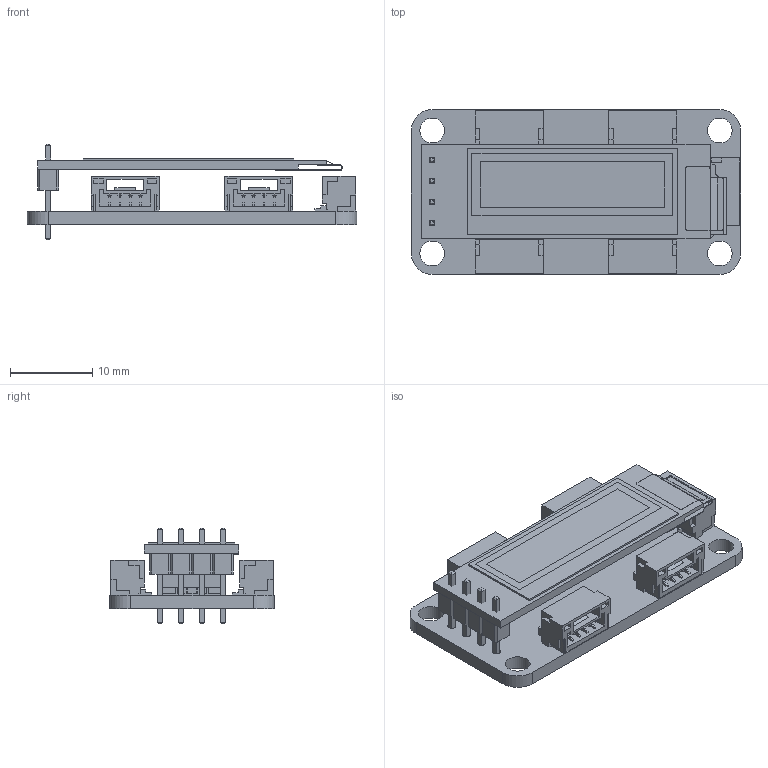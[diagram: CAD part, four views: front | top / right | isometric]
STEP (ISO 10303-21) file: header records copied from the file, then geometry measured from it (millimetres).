
FILE_DESCRIPTION(('Open CASCADE Model'),'2;1');
FILE_NAME('Open CASCADE Shape Model','2022-03-25T21:28:37',('Author'),( 'Open CASCADE'),'Open CASCADE STEP processor 6.8','Open CASCADE 6.8' ,'Unknown');
FILE_SCHEMA(('AUTOMOTIVE_DESIGN { 1 0 10303 214 1 1 1 1 }'));
Length unit declared in the file: millimetre
Products named in the file (13): PCB; Board; Open CASCADE STEP translator 6.8 1.1.1; P6; JST_GH_SM04B-GHS-TB_1x04-1MP_P1.25mm_Horizontal; P5; P4; P3; 0.91'_OLED-with-Pin; PinHeader_1x04_P2.54mm_Vertical.step; 0.91'_OLED_-_modify; P2; P1
Assembly tree (16 placements, depth 4):
  PCB
    Board
      Open CASCADE STEP translator 6.8 1.1.1
    P6
      JST_GH_SM04B-GHS-TB_1x04-1MP_P1.25mm_Horizontal
    P5
      JST_GH_SM04B-GHS-TB_1x04-1MP_P1.25mm_Horizontal
    P4
      JST_GH_SM04B-GHS-TB_1x04-1MP_P1.25mm_Horizontal
    P3
      0.91'_OLED-with-Pin
        PinHeader_1x04_P2.54mm_Vertical.step
        0.91'_OLED_-_modify
    P2
      JST_GH_SM04B-GHS-TB_1x04-1MP_P1.25mm_Horizontal
    P1
      JST_GH_SM04B-GHS-TB_1x04-1MP_P1.25mm_Horizontal
Bounding box: 40 x 20 x 11.54 mm (x, y, z)
Volume: 2257.6 mm3; surface area: 4645.9 mm2
Topology: 15 solids, 15 shells, 1326 faces, 3671 edges, 2426 vertices
Faces by surface type: plane 1295, cylinder 31
Full cylindrical faces by diameter (mm): 1 x4, 3 x4
Entity records: 17999 total; most frequent: CARTESIAN_POINT 2862, ORIENTED_EDGE 2774, DIRECTION 2499, EDGE_CURVE 1387, LINE 1317, VECTOR 1317, VERTEX_POINT 914, AXIS2_PLACEMENT_3D 591
